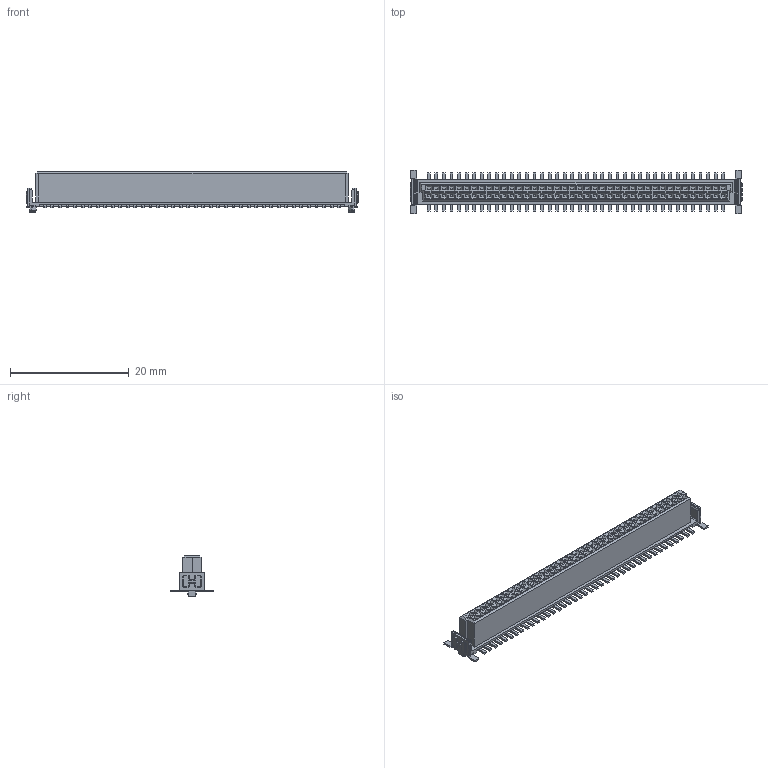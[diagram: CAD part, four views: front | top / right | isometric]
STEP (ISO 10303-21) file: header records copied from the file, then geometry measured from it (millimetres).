
FILE_DESCRIPTION(('CATIA V5 STEP Exchange','CAx-IF Rec.Pracs.--- Model Styling and Organization---1.4--- 2014-01-23'),'2;1');
FILE_NAME ('D1463914_0_2747330000_2747330000.stp','2020-10-05T08:17:21+00:00',('none'),('Weidmueller'),'CATIA Version 5-6 Release 2016 SP3 HF44','CATIA V5 STEP AP214','none');
FILE_SCHEMA(('AUTOMOTIVE_DESIGN { 1 0 10303 214 1 1 1 1 }'));
Products named in the file (1): 2747330000
Bounding box: 55.88 x 7.4 x 6.88 mm (x, y, z)
Volume: 955 mm3; surface area: 1636.1 mm2
Topology: 1 solids, 1 shells, 2145 faces, 5599 edges, 3703 vertices
Faces by surface type: plane 1369, cylinder 326, bspline 244, torus 176, cone 22, sphere 8
Entity records: 89001 total; most frequent: CARTESIAN_POINT 40686, ORIENTED_EDGE 11198, DIRECTION 6988, EDGE_CURVE 5599, VECTOR 3898, LINE 3898, VERTEX_POINT 3703, EDGE_LOOP 2392
